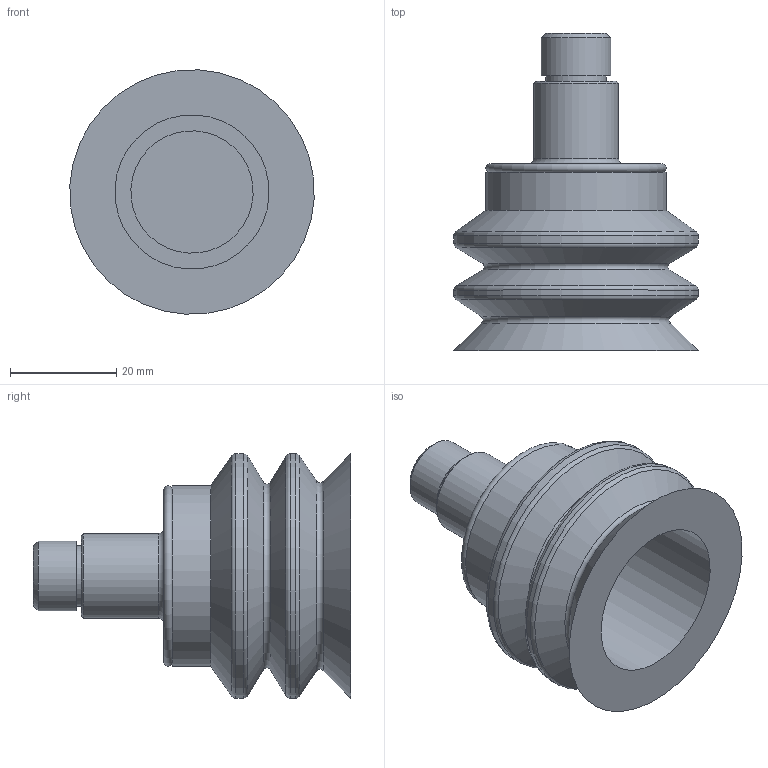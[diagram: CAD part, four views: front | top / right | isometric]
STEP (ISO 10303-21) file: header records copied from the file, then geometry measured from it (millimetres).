
FILE_DESCRIPTION(/* description */ (''),/* implementation_level */ '2;1');
FILE_NAME(/* name */ 'vf45nat_rac19r1-4m.stp',/* time_stamp */ '2024-05-21T09:21:14+02:00',/* author */ ('enginyeria3'),/* organization */ (''),/* preprocessor_version */ 'ST-DEVELOPER v20',/* originating_system */ 'Autodesk Inventor 2024',/* authorisation */ '');
FILE_SCHEMA (('AUTOMOTIVE_DESIGN { 1 0 10303 214 3 1 1 }'));
Length unit declared in the file: millimetre
Products named in the file (1): Pieza5
Bounding box: 45.92 x 59.6 x 45.92 mm (x, y, z)
Volume: 25520.5 mm3; surface area: 13063.5 mm2
Topology: 1 solids, 1 shells, 33 faces, 69 edges, 45 vertices
Faces by surface type: plane 9, cylinder 9, torus 8, cone 7
Full cylindrical faces by diameter (mm): 7.5 x1, 11.445 x1, 13.157 x1, 16 x1, 23 x1, 29 x1, 34 x1, 46 x2
Entity records: 1006 total; most frequent: DIRECTION 190, CARTESIAN_POINT 148, ORIENTED_EDGE 138, AXIS2_PLACEMENT_3D 87, EDGE_CURVE 69, CIRCLE 53, VERTEX_POINT 45, EDGE_LOOP 40
